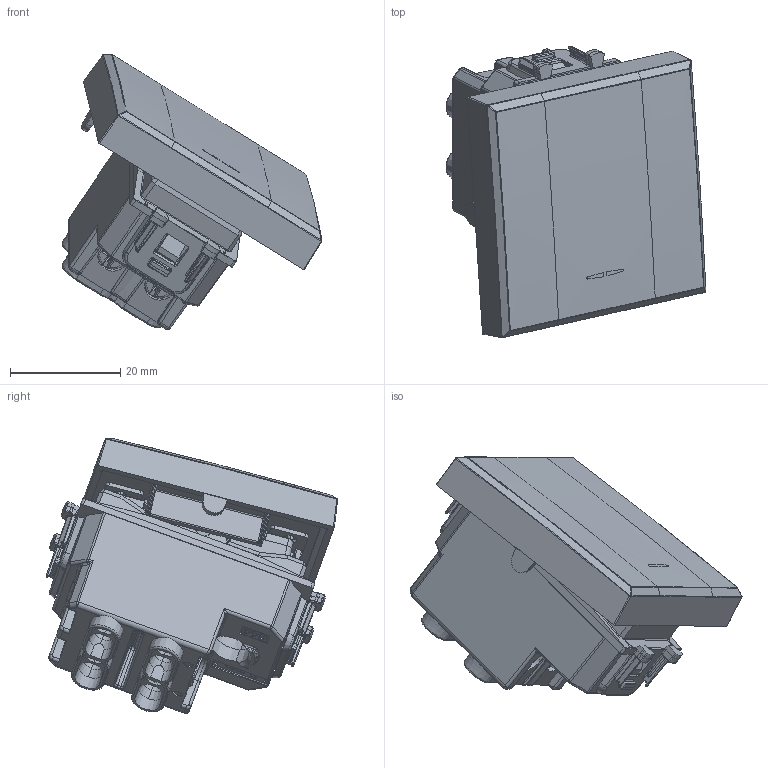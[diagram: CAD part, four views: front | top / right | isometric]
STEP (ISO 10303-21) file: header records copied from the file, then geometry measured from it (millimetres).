
FILE_DESCRIPTION(('CATIA V5 STEP Exchange'),'2;1');
FILE_NAME('443004-2.stp','2024-02-16T07:15:14+00:00',('none'),('none'),'CATIA Version 5-6 Release 2016 SP6','CATIA V5 STEP AP203','none');
FILE_SCHEMA(('CONFIG_CONTROL_DESIGN'));
Products named in the file (1): 443004-2
Assembly tree (18 placements, depth 2):
  443004-2
    #57
    #40546
    #47446
    #50608
    #53512
    #101549
    #134824  x2
    #136511  x4
    #138424  x4
    #139316
    #147607
Bounding box: 47.21 x 52.94 x 49.97 mm (x, y, z)
Volume: 18821.8 mm3; surface area: 30366.2 mm2
Topology: 23 solids, 23 shells, 4526 faces, 12059 edges, 7457 vertices
Faces by surface type: plane 2104, cylinder 1348, bspline 478, cone 309, torus 122, sphere 117, extrusion 40, revolution 8
Entity records: 166648 total; most frequent: CARTESIAN_POINT 75313, ORIENTED_EDGE 22138, DIRECTION 13202, EDGE_CURVE 11069, VERTEX_POINT 6915, VECTOR 5548, LINE 5508, AXIS2_PLACEMENT_3D 4606
